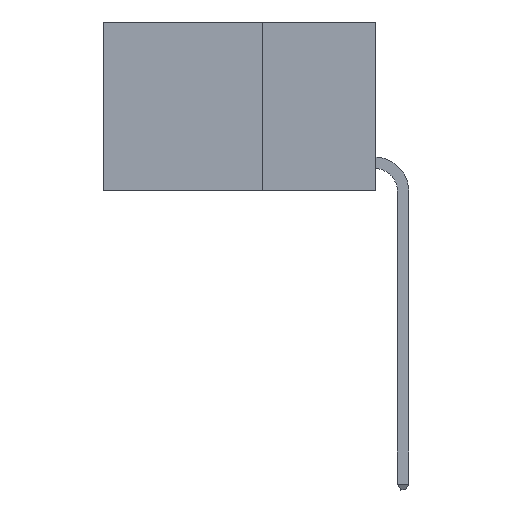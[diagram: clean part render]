
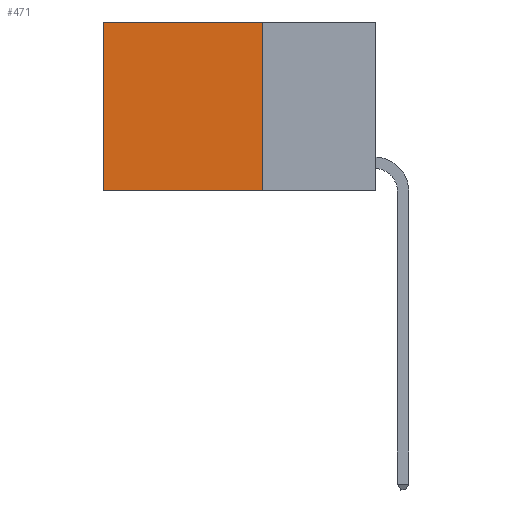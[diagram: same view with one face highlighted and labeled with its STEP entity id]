
A CAD part, left-side view. The second image highlights one B-rep face of the part: STEP entity #471.
In plain terms, the highlighted planar face has unit normal (-1, 0, 0).
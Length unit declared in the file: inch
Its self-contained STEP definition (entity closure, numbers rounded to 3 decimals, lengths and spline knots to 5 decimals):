
#28 = VECTOR ( 'NONE', #7636, 39.37008 ) ;
#178 = LINE ( 'NONE', #3784, #28 ) ;
#260 = CARTESIAN_POINT ( 'NONE',  ( 0.2625, 0.25, 0. ) ) ;
#471 = ADVANCED_FACE ( 'NONE', ( #5856 ), #734, .F. ) ;
#734 = PLANE ( 'NONE',  #1551 ) ;
#843 = CARTESIAN_POINT ( 'NONE',  ( 0.2625, 0.6, 0. ) ) ;
#1243 = VERTEX_POINT ( 'NONE', #9451 ) ;
#1338 = ORIENTED_EDGE ( 'NONE', *, *, #1405, .T. ) ;
#1405 = EDGE_CURVE ( 'NONE', #8028, #7259, #178, .T. ) ;
#1412 = DIRECTION ( 'NONE',  ( 0., 0., -1. ) ) ;
#1551 = AXIS2_PLACEMENT_3D ( 'NONE', #2142, #7358, #1412 ) ;
#2142 = CARTESIAN_POINT ( 'NONE',  ( 0.2625, 0.25, 0. ) ) ;
#2206 = LINE ( 'NONE', #2830, #2422 ) ;
#2422 = VECTOR ( 'NONE', #5094, 39.37008 ) ;
#2830 = CARTESIAN_POINT ( 'NONE',  ( 0.2625, 0.25, -0.37 ) ) ;
#3024 = DIRECTION ( 'NONE',  ( 0., 0., -1. ) ) ;
#3675 = CARTESIAN_POINT ( 'NONE',  ( 0.2625, 0.6, 0. ) ) ;
#3784 = CARTESIAN_POINT ( 'NONE',  ( 0.2625, 0.25, 0. ) ) ;
#3813 = EDGE_LOOP ( 'NONE', ( #8591, #9641, #6075, #1338 ) ) ;
#3948 = CARTESIAN_POINT ( 'NONE',  ( 0.2625, 0.6, -0.37 ) ) ;
#4451 = LINE ( 'NONE', #843, #7763 ) ;
#5094 = DIRECTION ( 'NONE',  ( 0., 1., 0. ) ) ;
#5522 = EDGE_CURVE ( 'NONE', #8028, #1243, #6034, .T. ) ;
#5856 = FACE_OUTER_BOUND ( 'NONE', #3813, .T. ) ;
#5884 = CARTESIAN_POINT ( 'NONE',  ( 0.2625, 0.25, 0. ) ) ;
#6034 = LINE ( 'NONE', #5884, #7382 ) ;
#6074 = EDGE_CURVE ( 'NONE', #1243, #9284, #2206, .T. ) ;
#6075 = ORIENTED_EDGE ( 'NONE', *, *, #5522, .F. ) ;
#7259 = VERTEX_POINT ( 'NONE', #3675 ) ;
#7358 = DIRECTION ( 'NONE',  ( 1., 0., 0. ) ) ;
#7382 = VECTOR ( 'NONE', #8959, 39.37008 ) ;
#7636 = DIRECTION ( 'NONE',  ( 0., 1., 0. ) ) ;
#7763 = VECTOR ( 'NONE', #3024, 39.37008 ) ;
#8028 = VERTEX_POINT ( 'NONE', #260 ) ;
#8591 = ORIENTED_EDGE ( 'NONE', *, *, #8646, .T. ) ;
#8646 = EDGE_CURVE ( 'NONE', #7259, #9284, #4451, .T. ) ;
#8959 = DIRECTION ( 'NONE',  ( 0., 0., -1. ) ) ;
#9284 = VERTEX_POINT ( 'NONE', #3948 ) ;
#9451 = CARTESIAN_POINT ( 'NONE',  ( 0.2625, 0.25, -0.37 ) ) ;
#9641 = ORIENTED_EDGE ( 'NONE', *, *, #6074, .F. ) ;
